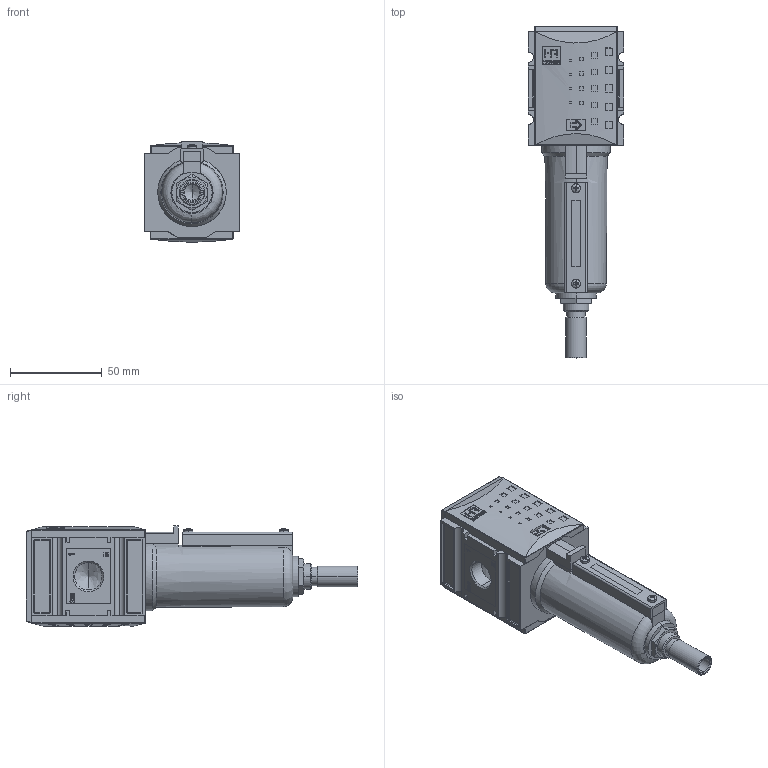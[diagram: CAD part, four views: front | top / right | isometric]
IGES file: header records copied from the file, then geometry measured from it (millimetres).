
Start section: SolidWorks IGES file using analytic representation for surfaces
Global section: file name: KFIL-138 H AM.IGS; native system: SolidWorks 2013; preprocessor: SolidWorks 2013; author: technolog; date: 140109.100317; units: millimetre
Bounding box: 52 x 181 x 54.6 mm (x, y, z)
Volume: 168410.4 mm3; surface area: 68196.9 mm2
Topology: 13 solids, 13 shells, 1143 faces, 6056 edges, 7862 vertices
Faces by surface type: plane 671, revolution 345, bspline 127
